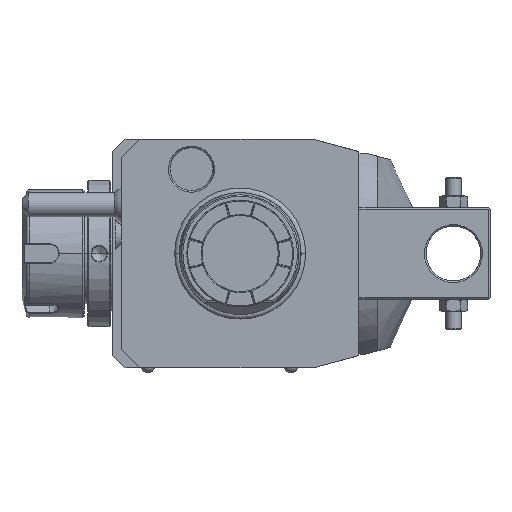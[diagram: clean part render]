
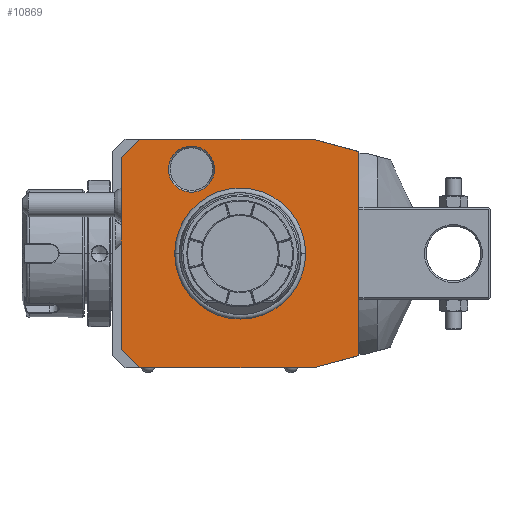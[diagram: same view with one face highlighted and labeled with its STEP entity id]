
A CAD part, front view. The second image highlights one B-rep face of the part: STEP entity #10869.
In plain terms, the highlighted planar face has unit normal (0, -1, 0).
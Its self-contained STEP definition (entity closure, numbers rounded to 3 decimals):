
#1=DIRECTION('',(-0.966,0.,0.259));
#2=VECTOR('',#1,15.529);
#3=CARTESIAN_POINT('',(39.,0.,33.481));
#4=LINE('',#3,#2);
#5=DIRECTION('',(0.,0.,1.));
#6=VECTOR('',#5,66.962);
#7=CARTESIAN_POINT('',(39.,0.,-33.481));
#8=LINE('',#7,#6);
#9=DIRECTION('',(0.966,0.,0.259));
#10=VECTOR('',#9,15.529);
#11=CARTESIAN_POINT('',(24.,0.,-37.5));
#12=LINE('',#11,#10);
#13=DIRECTION('',(1.,0.,0.));
#14=VECTOR('',#13,57.);
#15=CARTESIAN_POINT('',(-33.,0.,-37.5));
#16=LINE('',#15,#14);
#17=DIRECTION('',(0.707,0.,-0.707));
#18=VECTOR('',#17,8.485);
#19=CARTESIAN_POINT('',(-39.,0.,-31.5));
#20=LINE('',#19,#18);
#21=DIRECTION('',(0.,0.,-1.));
#22=VECTOR('',#21,63.);
#23=CARTESIAN_POINT('',(-39.,0.,31.5));
#24=LINE('',#23,#22);
#25=DIRECTION('',(-0.707,0.,-0.707));
#26=VECTOR('',#25,8.485);
#27=CARTESIAN_POINT('',(-33.,0.,37.5));
#28=LINE('',#27,#26);
#29=DIRECTION('',(-1.,0.,0.));
#30=VECTOR('',#29,57.);
#31=CARTESIAN_POINT('',(24.,0.,37.5));
#32=LINE('',#31,#30);
#33=CARTESIAN_POINT('',(-16.,0.,27.713));
#34=DIRECTION('',(0.,1.,0.));
#35=DIRECTION('',(1.,0.,0.));
#36=AXIS2_PLACEMENT_3D('',#33,#34,#35);
#38=CARTESIAN_POINT('',(-16.,0.,27.713));
#39=DIRECTION('',(0.,1.,0.));
#40=DIRECTION('',(-1.,0.,0.));
#41=AXIS2_PLACEMENT_3D('',#38,#39,#40);
#7478=CARTESIAN_POINT('',(0.,0.,0.));
#7479=DIRECTION('',(0.,1.,0.));
#7480=DIRECTION('',(-1.,0.,0.));
#7481=AXIS2_PLACEMENT_3D('',#7478,#7479,#7480);
#7483=CARTESIAN_POINT('',(0.,0.,0.));
#7484=DIRECTION('',(0.,1.,0.));
#7485=DIRECTION('',(1.,0.,0.));
#7486=AXIS2_PLACEMENT_3D('',#7483,#7484,#7485);
#9755=CARTESIAN_POINT('',(-8.423,0.,27.713));
#9756=CARTESIAN_POINT('',(-23.577,0.,27.713));
#9757=VERTEX_POINT('',#9755);
#9758=VERTEX_POINT('',#9756);
#10674=CARTESIAN_POINT('',(39.,0.,33.481));
#10675=CARTESIAN_POINT('',(24.,0.,37.5));
#10676=VERTEX_POINT('',#10674);
#10677=VERTEX_POINT('',#10675);
#10678=CARTESIAN_POINT('',(-33.,0.,37.5));
#10679=VERTEX_POINT('',#10678);
#10680=CARTESIAN_POINT('',(-39.,0.,31.5));
#10681=VERTEX_POINT('',#10680);
#10682=CARTESIAN_POINT('',(-39.,0.,-31.5));
#10683=VERTEX_POINT('',#10682);
#10684=CARTESIAN_POINT('',(-33.,0.,-37.5));
#10685=VERTEX_POINT('',#10684);
#10686=CARTESIAN_POINT('',(24.,0.,-37.5));
#10687=VERTEX_POINT('',#10686);
#10688=CARTESIAN_POINT('',(39.,0.,-33.481));
#10689=VERTEX_POINT('',#10688);
#10726=CARTESIAN_POINT('',(-21.137,0.,0.));
#10727=CARTESIAN_POINT('',(21.137,0.,0.));
#10728=VERTEX_POINT('',#10726);
#10729=VERTEX_POINT('',#10727);
#10834=CARTESIAN_POINT('',(0.,0.,0.));
#10835=DIRECTION('',(0.,-1.,0.));
#10836=DIRECTION('',(-1.,0.,0.));
#10837=AXIS2_PLACEMENT_3D('',#10834,#10835,#10836);
#10838=PLANE('',#10837);
#10840=ORIENTED_EDGE('',*,*,#10839,.F.);
#10842=ORIENTED_EDGE('',*,*,#10841,.F.);
#10844=ORIENTED_EDGE('',*,*,#10843,.F.);
#10846=ORIENTED_EDGE('',*,*,#10845,.F.);
#10848=ORIENTED_EDGE('',*,*,#10847,.F.);
#10850=ORIENTED_EDGE('',*,*,#10849,.F.);
#10852=ORIENTED_EDGE('',*,*,#10851,.F.);
#10854=ORIENTED_EDGE('',*,*,#10853,.F.);
#10855=EDGE_LOOP('',(#10840,#10842,#10844,#10846,#10848,#10850,#10852,#10854));
#10856=FACE_OUTER_BOUND('',#10855,.F.);
#10858=ORIENTED_EDGE('',*,*,#10857,.F.);
#10860=ORIENTED_EDGE('',*,*,#10859,.F.);
#10861=EDGE_LOOP('',(#10858,#10860));
#10862=FACE_BOUND('',#10861,.F.);
#10864=ORIENTED_EDGE('',*,*,#10863,.F.);
#10866=ORIENTED_EDGE('',*,*,#10865,.F.);
#10867=EDGE_LOOP('',(#10864,#10866));
#10868=FACE_BOUND('',#10867,.F.);
#37=CIRCLE('',#36,7.577);
#42=CIRCLE('',#41,7.577);
#7482=CIRCLE('',#7481,21.137);
#7487=CIRCLE('',#7486,21.137);
#10839=EDGE_CURVE('',#10676,#10677,#4,.T.);
#10841=EDGE_CURVE('',#10689,#10676,#8,.T.);
#10843=EDGE_CURVE('',#10687,#10689,#12,.T.);
#10845=EDGE_CURVE('',#10685,#10687,#16,.T.);
#10847=EDGE_CURVE('',#10683,#10685,#20,.T.);
#10849=EDGE_CURVE('',#10681,#10683,#24,.T.);
#10851=EDGE_CURVE('',#10679,#10681,#28,.T.);
#10853=EDGE_CURVE('',#10677,#10679,#32,.T.);
#10857=EDGE_CURVE('',#10728,#10729,#7482,.T.);
#10859=EDGE_CURVE('',#10729,#10728,#7487,.T.);
#10863=EDGE_CURVE('',#9757,#9758,#37,.T.);
#10865=EDGE_CURVE('',#9758,#9757,#42,.T.);
#10869=ADVANCED_FACE('',(#10856,#10862,#10868),#10838,.T.);
